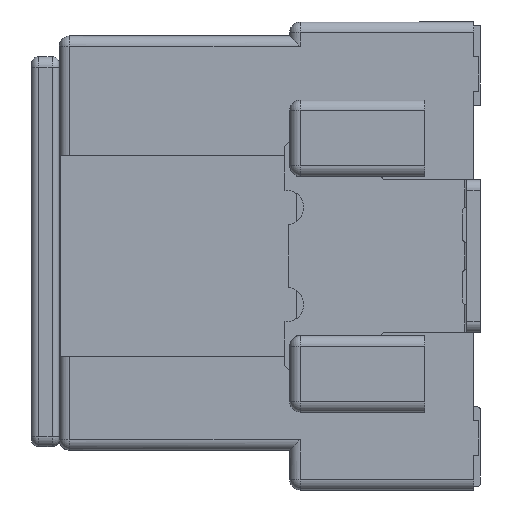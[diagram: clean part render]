
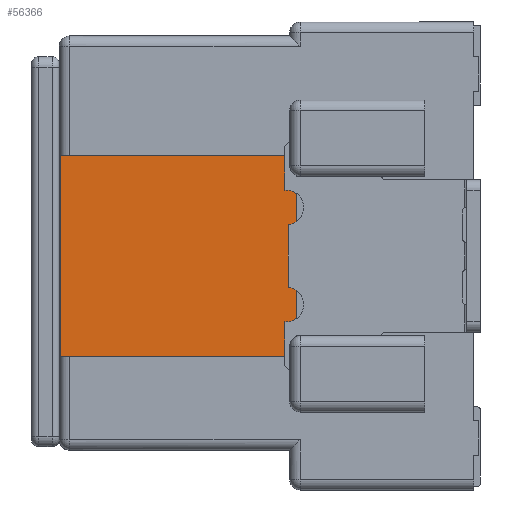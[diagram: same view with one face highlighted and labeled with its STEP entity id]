
A CAD part, left-side view. The second image highlights one B-rep face of the part: STEP entity #56366.
In plain terms, the highlighted planar face has unit normal (-1, 0, 0).
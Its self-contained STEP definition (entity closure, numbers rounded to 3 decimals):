
#145 = VECTOR ( 'NONE', #36832, 1000. ) ;
#255 = DIRECTION ( 'NONE',  ( 0., 1., 0. ) ) ;
#549 = VECTOR ( 'NONE', #56700, 1000. ) ;
#766 = ORIENTED_EDGE ( 'NONE', *, *, #45175, .T. ) ;
#1679 = CARTESIAN_POINT ( 'NONE',  ( -7.15, -0.04, 2.05 ) ) ;
#9932 = AXIS2_PLACEMENT_3D ( 'NONE', #24956, #29252, #43389 ) ;
#11737 = ORIENTED_EDGE ( 'NONE', *, *, #32925, .T. ) ;
#18506 = ORIENTED_EDGE ( 'NONE', *, *, #26731, .T. ) ;
#19213 = CARTESIAN_POINT ( 'NONE',  ( -7.15, -6.85, -3.75 ) ) ;
#22350 = VERTEX_POINT ( 'NONE', #52466 ) ;
#23564 = LINE ( 'NONE', #19213, #145 ) ;
#24956 = CARTESIAN_POINT ( 'NONE',  ( -7.15, -12.852, -3.75 ) ) ;
#26731 = EDGE_CURVE ( 'NONE', #36657, #28348, #38319, .T. ) ;
#28348 = VERTEX_POINT ( 'NONE', #1679 ) ;
#29252 = DIRECTION ( 'NONE',  ( 1., 0., 0. ) ) ;
#29924 = CARTESIAN_POINT ( 'NONE',  ( -7.15, -12.852, 2.05 ) ) ;
#32925 = EDGE_CURVE ( 'NONE', #22350, #36657, #23564, .T. ) ;
#36657 = VERTEX_POINT ( 'NONE', #39815 ) ;
#36832 = DIRECTION ( 'NONE',  ( 0., 0., 1. ) ) ;
#38319 = LINE ( 'NONE', #29924, #46075 ) ;
#39815 = CARTESIAN_POINT ( 'NONE',  ( -7.15, -6.85, 2.05 ) ) ;
#42640 = DIRECTION ( 'NONE',  ( 0., 1., 0. ) ) ;
#43104 = PLANE ( 'NONE',  #9932 ) ;
#43389 = DIRECTION ( 'NONE',  ( 0., 0., -1. ) ) ;
#43603 = ORIENTED_EDGE ( 'NONE', *, *, #55814, .F. ) ;
#43660 = FACE_OUTER_BOUND ( 'NONE', #54130, .T. ) ;
#45175 = EDGE_CURVE ( 'NONE', #28348, #47050, #53211, .T. ) ;
#46075 = VECTOR ( 'NONE', #42640, 1000. ) ;
#47050 = VERTEX_POINT ( 'NONE', #52799 ) ;
#52256 = CARTESIAN_POINT ( 'NONE',  ( -7.15, -12.852, -3.75 ) ) ;
#52466 = CARTESIAN_POINT ( 'NONE',  ( -7.15, -6.85, -3.75 ) ) ;
#52799 = CARTESIAN_POINT ( 'NONE',  ( -7.15, -0.04, -3.75 ) ) ;
#53211 = LINE ( 'NONE', #53493, #549 ) ;
#53432 = LINE ( 'NONE', #52256, #56887 ) ;
#53493 = CARTESIAN_POINT ( 'NONE',  ( -7.15, -0.04, 2.05 ) ) ;
#54130 = EDGE_LOOP ( 'NONE', ( #18506, #766, #43603, #11737 ) ) ;
#55814 = EDGE_CURVE ( 'NONE', #22350, #47050, #53432, .T. ) ;
#56366 = ADVANCED_FACE ( 'NONE', ( #43660 ), #43104, .F. ) ;
#56700 = DIRECTION ( 'NONE',  ( 0., 0., -1. ) ) ;
#56887 = VECTOR ( 'NONE', #255, 1000. ) ;
